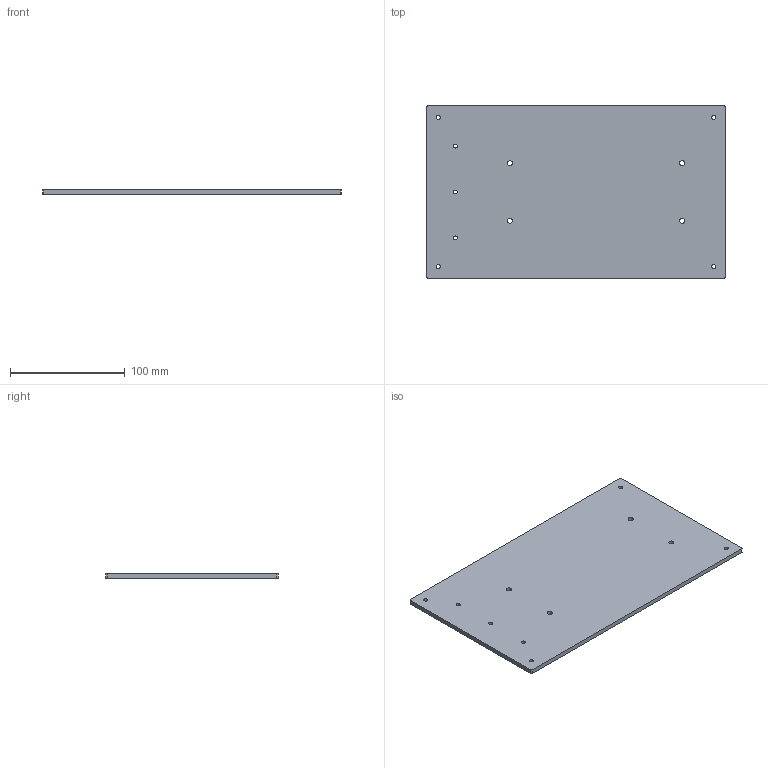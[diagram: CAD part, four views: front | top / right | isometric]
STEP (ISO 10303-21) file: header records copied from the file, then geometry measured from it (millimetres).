
FILE_DESCRIPTION(/* description */ (''),/* implementation_level */ '2;1');
FILE_NAME(/* name */ 'panel_electronics_psu.step',/* time_stamp */ '2022-02-11T18:24:30+00:00',/* author */ (''),/* organization */ (''),/* preprocessor_version */ 'ST-DEVELOPER v18.1',/* originating_system */ 'Autodesk Translation Framework v10.13.0.1454',/* authorisation */ '');
FILE_SCHEMA (('AUTOMOTIVE_DESIGN { 1 0 10303 214 3 1 1 }'));
Length unit declared in the file: millimetre
Products named in the file (1): panel_electronics_psu
Bounding box: 260 x 150 x 4 mm (x, y, z)
Volume: 155487.9 mm3; surface area: 81542.3 mm2
Topology: 1 solids, 1 shells, 21 faces, 57 edges, 38 vertices
Faces by surface type: cylinder 15, plane 6
Full cylindrical faces by diameter (mm): 3.4 x7, 4.5 x4
Entity records: 758 total; most frequent: DIRECTION 131, CARTESIAN_POINT 117, ORIENTED_EDGE 114, EDGE_CURVE 57, AXIS2_PLACEMENT_3D 52, EDGE_LOOP 43, VERTEX_POINT 38, CIRCLE 30
